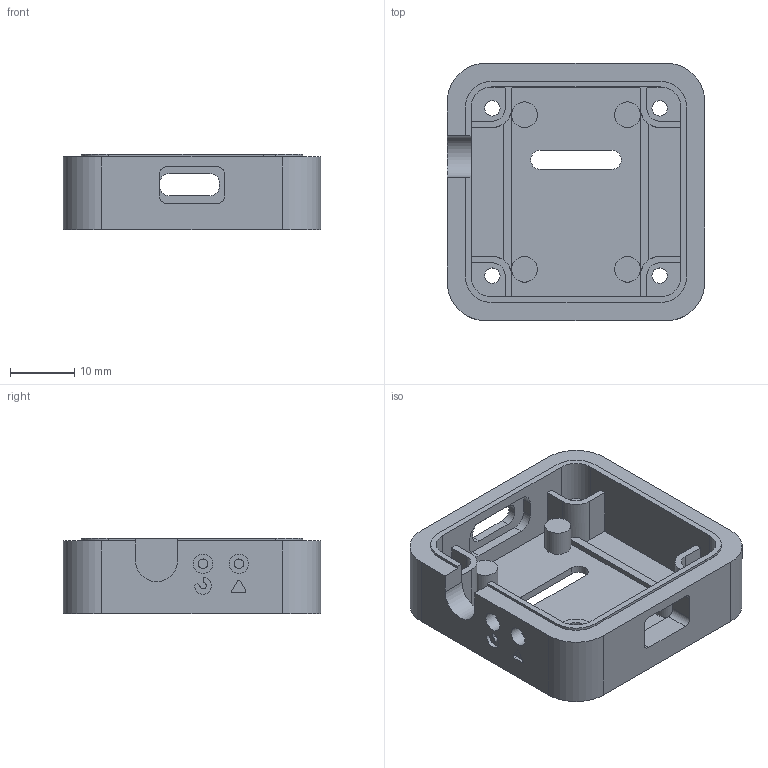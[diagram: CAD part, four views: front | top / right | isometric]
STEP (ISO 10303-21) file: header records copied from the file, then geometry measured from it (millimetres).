
FILE_DESCRIPTION(/* description */ (''),/* implementation_level */ '2;1');
FILE_NAME(/* name */ 'recamera-B4-CANcover.step',/* time_stamp */ '2025-04-09T10:04:43+08:00',/* author */ (''),/* organization */ (''),/* preprocessor_version */ 'ST-DEVELOPER v20.1',/* originating_system */ 'Autodesk Translation Framework v14.4.0.0',/* authorisation */ '');
FILE_SCHEMA (('AUTOMOTIVE_DESIGN { 1 0 10303 214 3 1 1 }'));
Length unit declared in the file: millimetre
Products named in the file (2): RECAMERA-GIMBALCOVER-4040_20; 零部件4
Assembly tree (1 placements, depth 2):
  RECAMERA-GIMBALCOVER-4040_20
    零部件4
Bounding box: 40 x 40 x 11.7 mm (x, y, z)
Volume: 7094.1 mm3; surface area: 7027 mm2
Topology: 1 solids, 1 shells, 164 faces, 441 edges, 293 vertices
Faces by surface type: plane 96, cylinder 64, cone 4
Full cylindrical faces by diameter (mm): 1.5 x6, 2.4 x4, 3 x2, 4 x4, 4.5 x4
Entity records: 5254 total; most frequent: DIRECTION 919, CARTESIAN_POINT 901, ORIENTED_EDGE 882, EDGE_CURVE 441, AXIS2_PLACEMENT_3D 311, LINE 297, VECTOR 297, VERTEX_POINT 293
